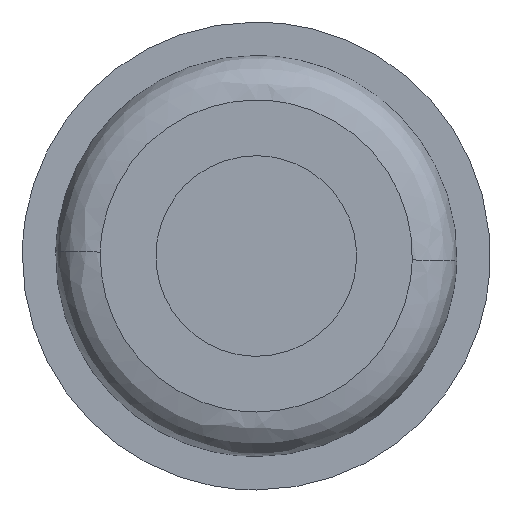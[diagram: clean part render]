
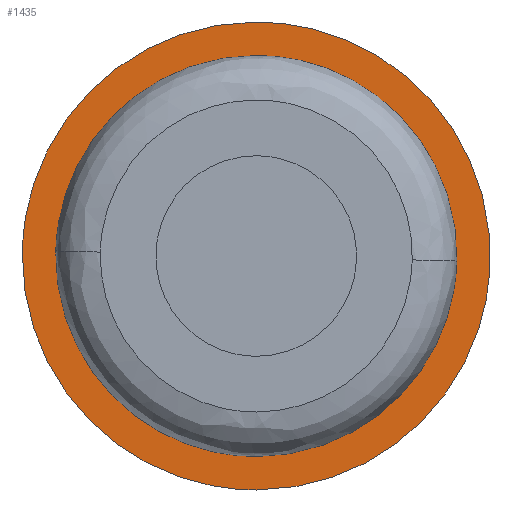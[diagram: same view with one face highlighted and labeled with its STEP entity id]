
A CAD part, front view. The second image highlights one B-rep face of the part: STEP entity #1435.
In plain terms, the highlighted free-form (B-spline) face has degree [1, 1] with [2, 2] control points.
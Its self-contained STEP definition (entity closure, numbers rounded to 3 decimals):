
#282=CARTESIAN_POINT('',(6.951,4.3,-0.826));
#283=VERTEX_POINT('',#282);
#284=CARTESIAN_POINT('',(0.0,4.3,7.0));
#285=VERTEX_POINT('',#284);
#286=CARTESIAN_POINT('',(6.951,4.3,-0.826));
#287=CARTESIAN_POINT('',(7.0,4.3,-0.415));
#288=CARTESIAN_POINT('',(7.0,4.3,0.));
#289=CARTESIAN_POINT('',(7.,4.3,7.));
#290=CARTESIAN_POINT('',(0.0,4.3,7.0));
#298=(BOUNDED_CURVE()B_SPLINE_CURVE(2,(#286,#287,#288,#289,#290),.UNSPECIFIED.,.F.,.U.)B_SPLINE_CURVE_WITH_KNOTS((3,2,3),(0.23,0.25,0.5),.UNSPECIFIED.)CURVE()GEOMETRIC_REPRESENTATION_ITEM()RATIONAL_B_SPLINE_CURVE((0.956,0.976,1.0,0.707,1.0))REPRESENTATION_ITEM(''));
#299=EDGE_CURVE('',#283,#285,#298,.T.);
#301=CARTESIAN_POINT('',(-6.987,4.3,0.427));
#302=VERTEX_POINT('',#301);
#303=CARTESIAN_POINT('',(0.0,4.3,7.0));
#304=CARTESIAN_POINT('',(-6.585,4.3,7.));
#305=CARTESIAN_POINT('',(-6.987,4.3,0.427));
#313=(BOUNDED_CURVE()B_SPLINE_CURVE(2,(#303,#304,#305),.UNSPECIFIED.,.F.,.U.)B_SPLINE_CURVE_WITH_KNOTS((3,3),(0.5,0.739),.UNSPECIFIED.)CURVE()GEOMETRIC_REPRESENTATION_ITEM()RATIONAL_B_SPLINE_CURVE((1.0,0.72,0.976))REPRESENTATION_ITEM(''));
#314=EDGE_CURVE('',#285,#302,#313,.T.);
#381=CARTESIAN_POINT('',(0.0,4.3,-7.0));
#382=VERTEX_POINT('',#381);
#383=CARTESIAN_POINT('',(0.0,4.3,-7.0));
#384=CARTESIAN_POINT('',(6.217,4.3,-7.0));
#385=CARTESIAN_POINT('',(6.951,4.3,-0.826));
#393=(BOUNDED_CURVE()B_SPLINE_CURVE(2,(#383,#384,#385),.UNSPECIFIED.,.F.,.U.)B_SPLINE_CURVE_WITH_KNOTS((3,3),(0.0,0.23),.UNSPECIFIED.)CURVE()GEOMETRIC_REPRESENTATION_ITEM()RATIONAL_B_SPLINE_CURVE((1.0,0.731,0.956))REPRESENTATION_ITEM(''));
#394=EDGE_CURVE('',#382,#283,#393,.T.);
#428=CARTESIAN_POINT('',(-6.987,4.3,0.427));
#429=CARTESIAN_POINT('',(-7.0,4.3,0.214));
#430=CARTESIAN_POINT('',(-7.0,4.3,0.));
#431=CARTESIAN_POINT('',(-7.,4.3,-7.));
#432=CARTESIAN_POINT('',(0.0,4.3,-7.0));
#440=(BOUNDED_CURVE()B_SPLINE_CURVE(2,(#428,#429,#430,#431,#432),.UNSPECIFIED.,.F.,.U.)B_SPLINE_CURVE_WITH_KNOTS((3,2,3),(0.739,0.75,1.0),.UNSPECIFIED.)CURVE()GEOMETRIC_REPRESENTATION_ITEM()RATIONAL_B_SPLINE_CURVE((0.976,0.988,1.0,0.707,1.0))REPRESENTATION_ITEM(''));
#441=EDGE_CURVE('',#302,#382,#440,.T.);
#1041=CARTESIAN_POINT('',(-10.499,4.3,0.132));
#1042=VERTEX_POINT('',#1041);
#1056=CARTESIAN_POINT('',(0.0,4.3,10.5));
#1057=VERTEX_POINT('',#1056);
#1058=CARTESIAN_POINT('',(0.0,4.3,10.5));
#1059=CARTESIAN_POINT('',(-10.369,4.3,10.5));
#1060=CARTESIAN_POINT('',(-10.499,4.3,0.132));
#1068=(BOUNDED_CURVE()B_SPLINE_CURVE(2,(#1058,#1059,#1060),.UNSPECIFIED.,.F.,.U.)B_SPLINE_CURVE_WITH_KNOTS((3,3),(0.5,0.748),.UNSPECIFIED.)CURVE()GEOMETRIC_REPRESENTATION_ITEM()RATIONAL_B_SPLINE_CURVE((1.0,0.71,0.995))REPRESENTATION_ITEM(''));
#1069=EDGE_CURVE('',#1057,#1042,#1068,.T.);
#1071=CARTESIAN_POINT('',(10.474,4.3,-0.732));
#1072=VERTEX_POINT('',#1071);
#1073=CARTESIAN_POINT('',(10.474,4.3,-0.732));
#1074=CARTESIAN_POINT('',(10.5,4.3,-0.367));
#1075=CARTESIAN_POINT('',(10.5,4.3,0.));
#1076=CARTESIAN_POINT('',(10.5,4.3,10.5));
#1077=CARTESIAN_POINT('',(0.0,4.3,10.5));
#1085=(BOUNDED_CURVE()B_SPLINE_CURVE(2,(#1073,#1074,#1075,#1076,#1077),.UNSPECIFIED.,.F.,.U.)B_SPLINE_CURVE_WITH_KNOTS((3,2,3),(0.238,0.25,0.5),.UNSPECIFIED.)CURVE()GEOMETRIC_REPRESENTATION_ITEM()RATIONAL_B_SPLINE_CURVE((0.973,0.986,1.0,0.707,1.0))REPRESENTATION_ITEM(''));
#1086=EDGE_CURVE('',#1072,#1057,#1085,.T.);
#1143=CARTESIAN_POINT('',(0.0,4.3,-10.5));
#1144=VERTEX_POINT('',#1143);
#1145=CARTESIAN_POINT('',(0.0,4.3,-10.5));
#1146=CARTESIAN_POINT('',(9.792,4.3,-10.5));
#1147=CARTESIAN_POINT('',(10.474,4.3,-0.732));
#1155=(BOUNDED_CURVE()B_SPLINE_CURVE(2,(#1145,#1146,#1147),.UNSPECIFIED.,.F.,.U.)B_SPLINE_CURVE_WITH_KNOTS((3,3),(0.0,0.238),.UNSPECIFIED.)CURVE()GEOMETRIC_REPRESENTATION_ITEM()RATIONAL_B_SPLINE_CURVE((1.0,0.721,0.973))REPRESENTATION_ITEM(''));
#1156=EDGE_CURVE('',#1144,#1072,#1155,.T.);
#1158=CARTESIAN_POINT('',(-10.499,4.3,0.132));
#1159=CARTESIAN_POINT('',(-10.5,4.3,0.066));
#1160=CARTESIAN_POINT('',(-10.5,4.3,0.));
#1161=CARTESIAN_POINT('',(-10.5,4.3,-10.5));
#1162=CARTESIAN_POINT('',(0.0,4.3,-10.5));
#1170=(BOUNDED_CURVE()B_SPLINE_CURVE(2,(#1158,#1159,#1160,#1161,#1162),.UNSPECIFIED.,.F.,.U.)B_SPLINE_CURVE_WITH_KNOTS((3,2,3),(0.748,0.75,1.0),.UNSPECIFIED.)CURVE()GEOMETRIC_REPRESENTATION_ITEM()RATIONAL_B_SPLINE_CURVE((0.995,0.997,1.0,0.707,1.0))REPRESENTATION_ITEM(''));
#1171=EDGE_CURVE('',#1042,#1144,#1170,.T.);
#1418=CARTESIAN_POINT('',(-11.548,4.3,11.549));
#1419=CARTESIAN_POINT('',(-11.548,4.3,-11.549));
#1420=CARTESIAN_POINT('',(11.548,4.3,11.549));
#1421=CARTESIAN_POINT('',(11.548,4.3,-11.549));
#1422=B_SPLINE_SURFACE_WITH_KNOTS('',1,1,((#1418,#1420),(#1419,#1421)),.UNSPECIFIED.,.F.,.F.,.U.,(2,2),(2,2),(0.0,23.098),(0.0,23.096),.UNSPECIFIED.);
#1423=ORIENTED_EDGE('',*,*,#1156,.T.);
#1424=ORIENTED_EDGE('',*,*,#1086,.T.);
#1425=ORIENTED_EDGE('',*,*,#1069,.T.);
#1426=ORIENTED_EDGE('',*,*,#1171,.T.);
#1427=EDGE_LOOP('',(#1423,#1424,#1425,#1426));
#1428=FACE_OUTER_BOUND('',#1427,.T.);
#1429=ORIENTED_EDGE('',*,*,#314,.F.);
#1430=ORIENTED_EDGE('',*,*,#299,.F.);
#1431=ORIENTED_EDGE('',*,*,#394,.F.);
#1432=ORIENTED_EDGE('',*,*,#441,.F.);
#1433=EDGE_LOOP('',(#1429,#1430,#1431,#1432));
#1434=FACE_BOUND('',#1433,.T.);
#1435=ADVANCED_FACE('',(#1428,#1434),#1422,.T.);
